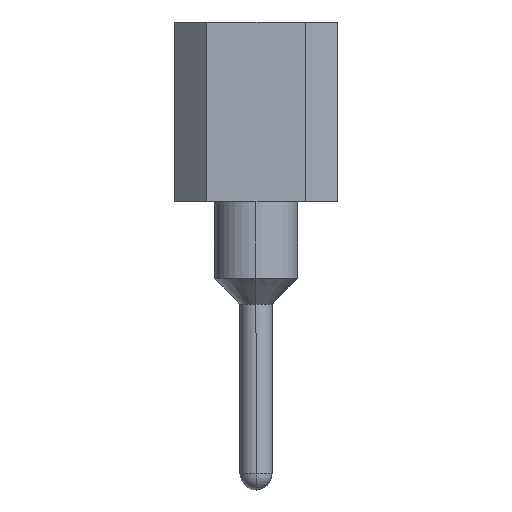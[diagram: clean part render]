
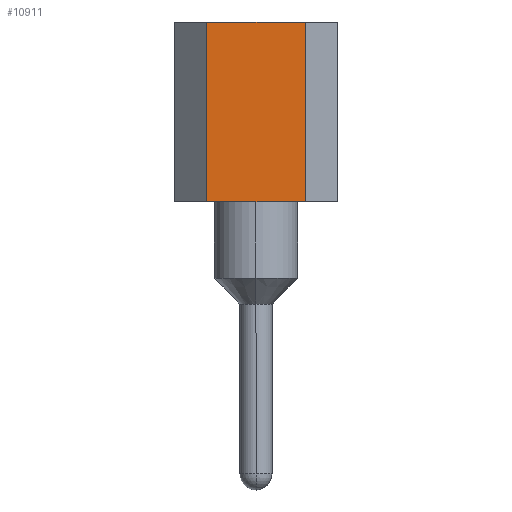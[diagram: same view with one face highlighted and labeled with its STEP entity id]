
A CAD part, left-side view. The second image highlights one B-rep face of the part: STEP entity #10911.
In plain terms, the highlighted planar face has unit normal (-1, 0, 0).
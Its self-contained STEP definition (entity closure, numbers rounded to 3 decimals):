
#10855=CARTESIAN_POINT('',(-1.27,-0.77,4.4));
#10856=VERTEX_POINT('',#10855);
#10863=CARTESIAN_POINT('',(-1.27,-0.77,1.6));
#10864=VERTEX_POINT('',#10863);
#10865=CARTESIAN_POINT('',(-1.27,-0.77,1.6));
#10866=DIRECTION('',(0.0,0.0,1.0));
#10867=VECTOR('',#10866,2.8);
#10868=LINE('',#10865,#10867);
#10869=EDGE_CURVE('',#10864,#10856,#10868,.T.);
#10881=CARTESIAN_POINT('',(-1.27,-0.77,1.6));
#10882=DIRECTION('',(-1.0,0.0,0.0));
#10883=DIRECTION('',(0.0,0.0,-1.0));
#10884=AXIS2_PLACEMENT_3D('',#10881,#10882,#10883);
#10885=PLANE('',#10884);
#10886=CARTESIAN_POINT('',(-1.27,0.77,4.4));
#10887=VERTEX_POINT('',#10886);
#10888=CARTESIAN_POINT('',(-1.27,-0.77,4.4));
#10889=DIRECTION('',(0.0,1.0,0.0));
#10890=VECTOR('',#10889,1.54);
#10891=LINE('',#10888,#10890);
#10892=EDGE_CURVE('',#10856,#10887,#10891,.T.);
#10893=ORIENTED_EDGE('',*,*,#10892,.T.);
#10894=CARTESIAN_POINT('',(-1.27,0.77,1.6));
#10895=VERTEX_POINT('',#10894);
#10896=CARTESIAN_POINT('',(-1.27,0.77,1.6));
#10897=DIRECTION('',(0.0,0.0,1.0));
#10898=VECTOR('',#10897,2.8);
#10899=LINE('',#10896,#10898);
#10900=EDGE_CURVE('',#10895,#10887,#10899,.T.);
#10901=ORIENTED_EDGE('',*,*,#10900,.F.);
#10902=CARTESIAN_POINT('',(-1.27,0.77,1.6));
#10903=DIRECTION('',(0.0,-1.0,0.0));
#10904=VECTOR('',#10903,1.54);
#10905=LINE('',#10902,#10904);
#10906=EDGE_CURVE('',#10895,#10864,#10905,.T.);
#10907=ORIENTED_EDGE('',*,*,#10906,.T.);
#10908=ORIENTED_EDGE('',*,*,#10869,.T.);
#10909=EDGE_LOOP('',(#10893,#10901,#10907,#10908));
#10910=FACE_OUTER_BOUND('',#10909,.T.);
#10911=ADVANCED_FACE('',(#10910),#10885,.T.);
